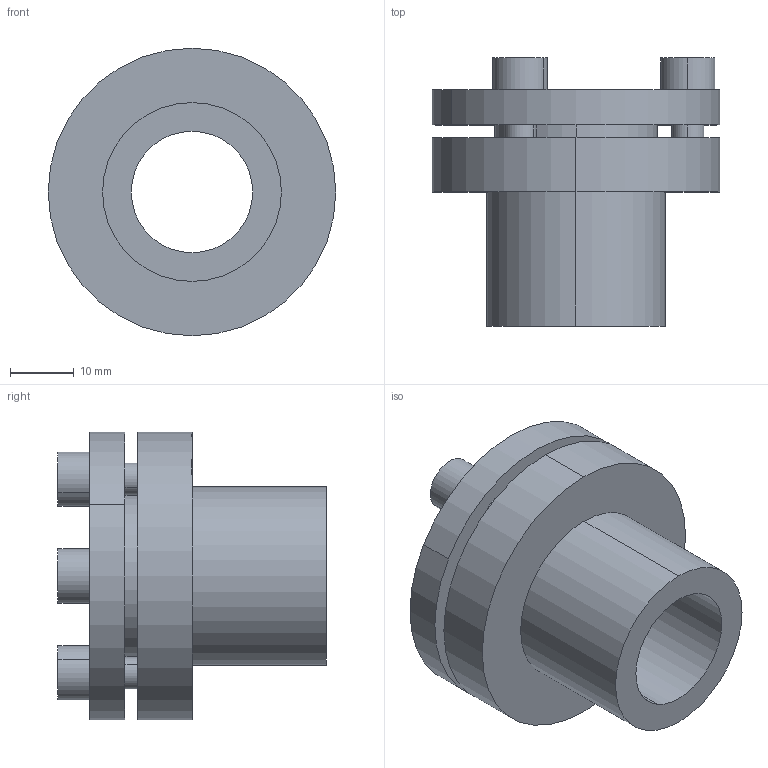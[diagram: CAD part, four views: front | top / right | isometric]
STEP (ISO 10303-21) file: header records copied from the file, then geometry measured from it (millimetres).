
FILE_DESCRIPTION((''),'2;1');
FILE_NAME('C19.stp','2003-07-03T09:39:42',(''),(''),'AutoCAD STEP 2000i','AutoCAD 2000i',', , ');
FILE_SCHEMA(('CONFIG_CONTROL_DESIGN'));
Length unit declared in the file: millimetre
Products named in the file (2): C19; TRYCKBRICKA
Assembly tree (1 placements, depth 2):
  C19
    TRYCKBRICKA
Bounding box: 45 x 42 x 45 mm (x, y, z)
Volume: 26412.9 mm3; surface area: 11644.9 mm2
Topology: 1 solids, 1 shells, 57 faces, 141 edges, 97 vertices
Faces by surface type: plane 31, cylinder 26
Entity records: 1853 total; most frequent: DIRECTION 320, CARTESIAN_POINT 297, ORIENTED_EDGE 282, EDGE_CURVE 141, AXIS2_PLACEMENT_3D 120, VERTEX_POINT 97, VECTOR 80, LINE 80
